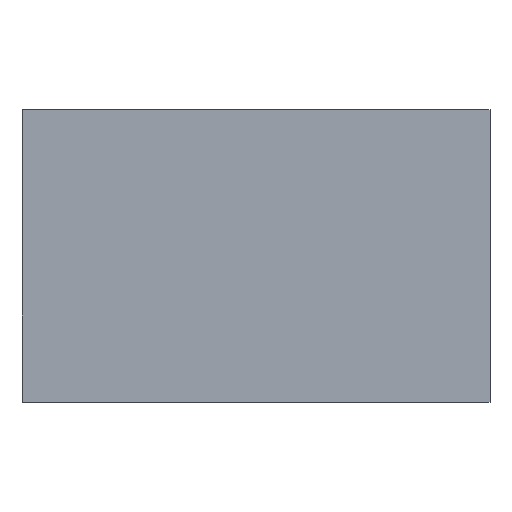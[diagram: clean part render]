
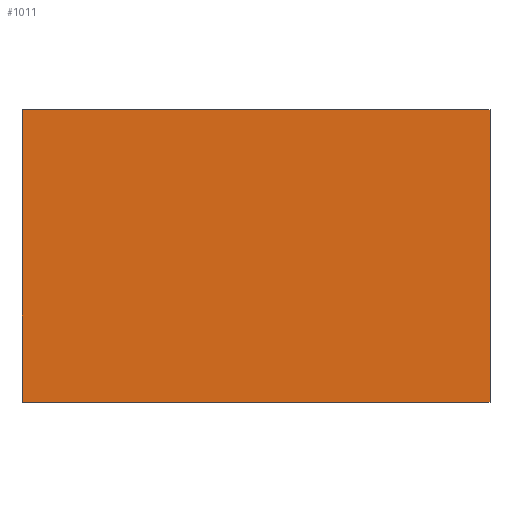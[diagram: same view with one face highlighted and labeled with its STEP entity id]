
A CAD part, top view. The second image highlights one B-rep face of the part: STEP entity #1011.
In plain terms, the highlighted planar face has unit normal (0, 0, 1).
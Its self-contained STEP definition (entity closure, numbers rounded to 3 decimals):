
#110=LINE('',#1889,#206);
#112=LINE('',#1893,#208);
#114=LINE('',#1897,#210);
#116=LINE('',#1900,#212);
#206=VECTOR('',#1204,10.);
#208=VECTOR('',#1208,10.);
#210=VECTOR('',#1212,10.);
#212=VECTOR('',#1216,10.);
#293=FACE_OUTER_BOUND('',#351,.T.);
#351=EDGE_LOOP('',(#917,#918,#919,#920));
#493=VERTEX_POINT('',#1886);
#494=VERTEX_POINT('',#1888);
#495=VERTEX_POINT('',#1892);
#496=VERTEX_POINT('',#1896);
#634=EDGE_CURVE('',#493,#494,#110,.T.);
#636=EDGE_CURVE('',#494,#495,#112,.T.);
#638=EDGE_CURVE('',#495,#496,#114,.T.);
#640=EDGE_CURVE('',#496,#493,#116,.T.);
#917=ORIENTED_EDGE('',*,*,#634,.F.);
#918=ORIENTED_EDGE('',*,*,#640,.F.);
#919=ORIENTED_EDGE('',*,*,#638,.F.);
#920=ORIENTED_EDGE('',*,*,#636,.F.);
#957=PLANE('',#1061);
#1011=ADVANCED_FACE('',(#293),#957,.T.);
#1061=AXIS2_PLACEMENT_3D('',#1901,#1217,#1218);
#1204=DIRECTION('',(0.,-1.,0.));
#1208=DIRECTION('',(-1.,0.,0.));
#1212=DIRECTION('',(0.,1.,0.));
#1216=DIRECTION('',(1.,0.,0.));
#1217=DIRECTION('center_axis',(0.,0.,1.));
#1218=DIRECTION('ref_axis',(1.,0.,0.));
#1886=CARTESIAN_POINT('',(1.,0.625,0.5));
#1888=CARTESIAN_POINT('',(1.,-0.625,0.5));
#1889=CARTESIAN_POINT('',(1.,0.625,0.5));
#1892=CARTESIAN_POINT('',(-1.,-0.625,0.5));
#1893=CARTESIAN_POINT('',(1.,-0.625,0.5));
#1896=CARTESIAN_POINT('',(-1.,0.625,0.5));
#1897=CARTESIAN_POINT('',(-1.,-0.625,0.5));
#1900=CARTESIAN_POINT('',(-1.,0.625,0.5));
#1901=CARTESIAN_POINT('Origin',(0.,0.,0.5));
